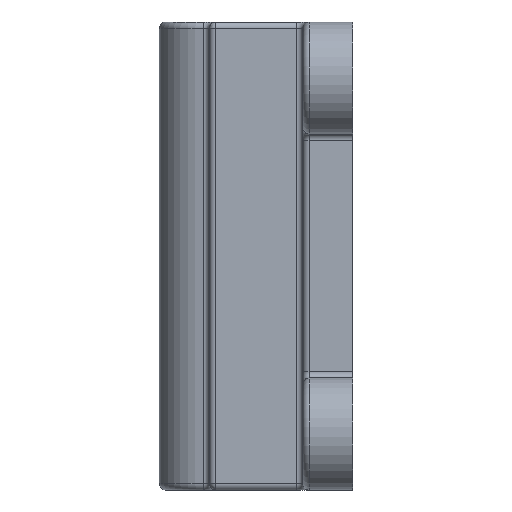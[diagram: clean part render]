
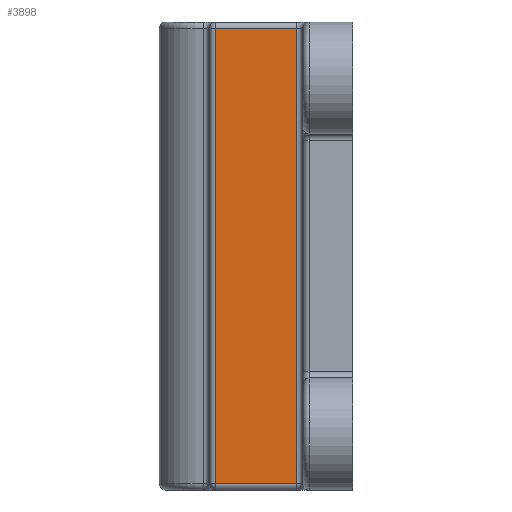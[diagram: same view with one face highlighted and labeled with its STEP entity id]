
A CAD part, left-side view. The second image highlights one B-rep face of the part: STEP entity #3898.
In plain terms, the highlighted planar face has unit normal (-1, 0, 0).
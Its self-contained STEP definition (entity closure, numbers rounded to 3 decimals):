
#1610=CARTESIAN_POINT('',(-62.5,9.,36.5));
#1611=VERTEX_POINT('',#1610);
#1728=CARTESIAN_POINT('',(-62.5,9.,-36.5));
#1729=VERTEX_POINT('',#1728);
#1816=CARTESIAN_POINT('',(-62.5,9.,36.5));
#1817=DIRECTION('',(0.0,0.0,-1.0));
#1818=VECTOR('',#1817,73.0);
#1819=LINE('',#1816,#1818);
#1820=EDGE_CURVE('',#1611,#1729,#1819,.T.);
#1830=CARTESIAN_POINT('',(-62.5,22.,36.5));
#1831=VERTEX_POINT('',#1830);
#1866=CARTESIAN_POINT('',(-62.5,22.0,36.5));
#1867=DIRECTION('',(0.0,-1.0,0.0));
#1868=VECTOR('',#1867,13.0);
#1869=LINE('',#1866,#1868);
#1870=EDGE_CURVE('',#1831,#1611,#1869,.T.);
#2259=CARTESIAN_POINT('',(-62.5,22.,-36.5));
#2260=VERTEX_POINT('',#2259);
#2291=CARTESIAN_POINT('',(-62.5,9.0,-36.5));
#2292=DIRECTION('',(0.0,1.0,0.0));
#2293=VECTOR('',#2292,13.0);
#2294=LINE('',#2291,#2293);
#2295=EDGE_CURVE('',#1729,#2260,#2294,.T.);
#2313=CARTESIAN_POINT('',(-62.5,22.,-36.5));
#2314=DIRECTION('',(0.0,0.0,1.0));
#2315=VECTOR('',#2314,73.0);
#2316=LINE('',#2313,#2315);
#2317=EDGE_CURVE('',#2260,#1831,#2316,.T.);
#3887=CARTESIAN_POINT('',(-62.5,8.0,-37.5));
#3888=DIRECTION('',(-1.0,0.0,0.0));
#3889=DIRECTION('',(0.0,0.0,1.0));
#3890=AXIS2_PLACEMENT_3D('',#3887,#3888,#3889);
#3891=PLANE('',#3890);
#3892=ORIENTED_EDGE('',*,*,#1820,.F.);
#3893=ORIENTED_EDGE('',*,*,#1870,.F.);
#3894=ORIENTED_EDGE('',*,*,#2317,.F.);
#3895=ORIENTED_EDGE('',*,*,#2295,.F.);
#3896=EDGE_LOOP('',(#3892,#3893,#3894,#3895));
#3897=FACE_OUTER_BOUND('',#3896,.T.);
#3898=ADVANCED_FACE('',(#3897),#3891,.T.);
